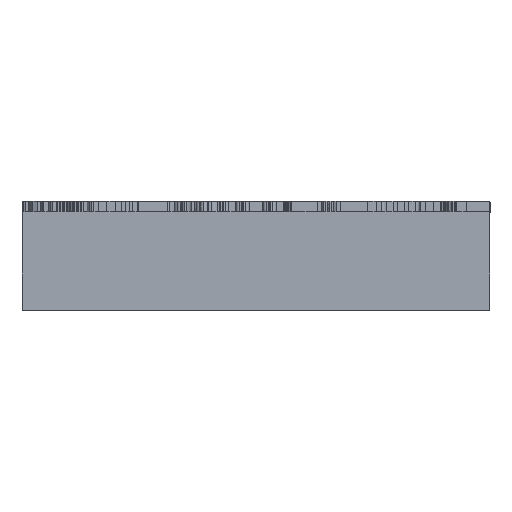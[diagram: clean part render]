
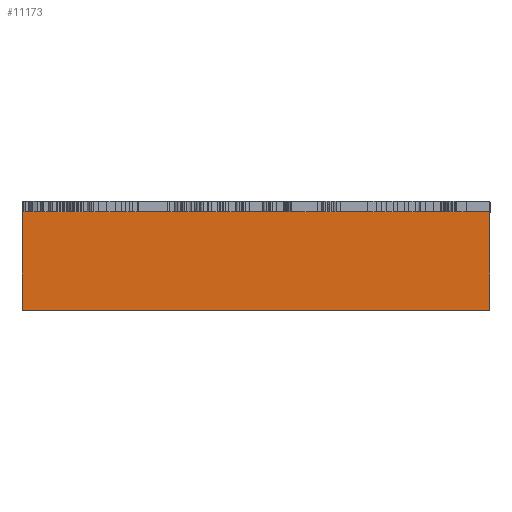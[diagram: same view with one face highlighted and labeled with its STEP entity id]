
A CAD part, top view. The second image highlights one B-rep face of the part: STEP entity #11173.
In plain terms, the highlighted planar face has unit normal (0, 0, 1).
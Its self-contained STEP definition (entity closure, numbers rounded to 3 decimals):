
#649=FACE_OUTER_BOUND('',#1220,.T.);
#1220=EDGE_LOOP('',(#8544,#8545,#8546,#8547,#8548,#8549,#8550,#8551,#8552,
#8553,#8554,#8555));
#2125=LINE('',#16252,#3562);
#2130=LINE('',#16262,#3567);
#2135=LINE('',#16272,#3572);
#2150=LINE('',#16301,#3587);
#2152=LINE('',#16306,#3589);
#2154=LINE('',#16309,#3591);
#2155=LINE('',#16312,#3592);
#2157=LINE('',#16315,#3594);
#2158=LINE('',#16318,#3595);
#2160=LINE('',#16322,#3597);
#2162=LINE('',#16325,#3599);
#2163=LINE('',#16327,#3600);
#3562=VECTOR('',#12983,10.);
#3567=VECTOR('',#12990,10.);
#3572=VECTOR('',#12997,10.);
#3587=VECTOR('',#13024,10.);
#3589=VECTOR('',#13028,10.);
#3591=VECTOR('',#13032,10.);
#3592=VECTOR('',#13035,10.);
#3594=VECTOR('',#13039,10.);
#3595=VECTOR('',#13042,10.);
#3597=VECTOR('',#13046,10.);
#3599=VECTOR('',#13050,10.);
#3600=VECTOR('',#13053,10.);
#4862=VERTEX_POINT('',#16249);
#4863=VERTEX_POINT('',#16251);
#4866=VERTEX_POINT('',#16259);
#4867=VERTEX_POINT('',#16261);
#4870=VERTEX_POINT('',#16269);
#4871=VERTEX_POINT('',#16271);
#4879=VERTEX_POINT('',#16299);
#4880=VERTEX_POINT('',#16303);
#4881=VERTEX_POINT('',#16305);
#4882=VERTEX_POINT('',#16311);
#4883=VERTEX_POINT('',#16317);
#4884=VERTEX_POINT('',#16321);
#6177=EDGE_CURVE('',#4863,#4862,#2125,.T.);
#6182=EDGE_CURVE('',#4867,#4866,#2130,.T.);
#6187=EDGE_CURVE('',#4871,#4870,#2135,.T.);
#6202=EDGE_CURVE('',#4870,#4879,#2150,.T.);
#6204=EDGE_CURVE('',#4881,#4880,#2152,.T.);
#6206=EDGE_CURVE('',#4862,#4881,#2154,.T.);
#6207=EDGE_CURVE('',#4882,#4863,#2155,.T.);
#6209=EDGE_CURVE('',#4879,#4882,#2157,.T.);
#6210=EDGE_CURVE('',#4883,#4871,#2158,.T.);
#6212=EDGE_CURVE('',#4884,#4883,#2160,.T.);
#6214=EDGE_CURVE('',#4866,#4884,#2162,.T.);
#6215=EDGE_CURVE('',#4880,#4867,#2163,.T.);
#8544=ORIENTED_EDGE('',*,*,#6215,.T.);
#8545=ORIENTED_EDGE('',*,*,#6182,.T.);
#8546=ORIENTED_EDGE('',*,*,#6214,.T.);
#8547=ORIENTED_EDGE('',*,*,#6212,.T.);
#8548=ORIENTED_EDGE('',*,*,#6210,.T.);
#8549=ORIENTED_EDGE('',*,*,#6187,.T.);
#8550=ORIENTED_EDGE('',*,*,#6202,.T.);
#8551=ORIENTED_EDGE('',*,*,#6209,.T.);
#8552=ORIENTED_EDGE('',*,*,#6207,.T.);
#8553=ORIENTED_EDGE('',*,*,#6177,.T.);
#8554=ORIENTED_EDGE('',*,*,#6206,.T.);
#8555=ORIENTED_EDGE('',*,*,#6204,.T.);
#10682=PLANE('',#11760);
#11173=ADVANCED_FACE('',(#649),#10682,.T.);
#11760=AXIS2_PLACEMENT_3D('',#16328,#13054,#13055);
#12983=DIRECTION('',(-1.,0.,0.));
#12990=DIRECTION('',(-1.,0.,0.));
#12997=DIRECTION('',(-1.,0.,0.));
#13024=DIRECTION('',(0.,-1.,0.));
#13028=DIRECTION('',(-1.,0.,0.));
#13032=DIRECTION('',(0.,-1.,0.));
#13035=DIRECTION('',(0.,1.,0.));
#13039=DIRECTION('',(1.,0.,0.));
#13042=DIRECTION('',(0.,1.,0.));
#13046=DIRECTION('',(-1.,0.,0.));
#13050=DIRECTION('',(0.,-1.,0.));
#13053=DIRECTION('',(0.,1.,0.));
#13054=DIRECTION('center_axis',(0.,0.,1.));
#13055=DIRECTION('ref_axis',(1.,0.,0.));
#16249=CARTESIAN_POINT('',(552.,15.,-60.));
#16251=CARTESIAN_POINT('',(690.,15.,-60.));
#16252=CARTESIAN_POINT('',(690.,15.,-60.));
#16259=CARTESIAN_POINT('',(276.,15.,-60.));
#16261=CARTESIAN_POINT('',(414.,15.,-60.));
#16262=CARTESIAN_POINT('',(414.,15.,-60.));
#16269=CARTESIAN_POINT('',(0.,15.,-60.));
#16271=CARTESIAN_POINT('',(138.,15.,-60.));
#16272=CARTESIAN_POINT('',(138.,15.,-60.));
#16299=CARTESIAN_POINT('',(0.,-145.,-60.));
#16301=CARTESIAN_POINT('',(0.,15.,-60.));
#16303=CARTESIAN_POINT('',(414.,0.,-60.));
#16305=CARTESIAN_POINT('',(552.,0.,-60.));
#16306=CARTESIAN_POINT('',(0.,0.,-60.));
#16309=CARTESIAN_POINT('',(552.,15.,-60.));
#16311=CARTESIAN_POINT('',(690.,-145.,-60.));
#16312=CARTESIAN_POINT('',(690.,0.,-60.));
#16315=CARTESIAN_POINT('',(690.,-145.,-60.));
#16317=CARTESIAN_POINT('',(138.,0.,-60.));
#16318=CARTESIAN_POINT('',(138.,0.,-60.));
#16321=CARTESIAN_POINT('',(276.,0.,-60.));
#16322=CARTESIAN_POINT('',(0.,0.,-60.));
#16325=CARTESIAN_POINT('',(276.,15.,-60.));
#16327=CARTESIAN_POINT('',(414.,0.,-60.));
#16328=CARTESIAN_POINT('Origin',(345.,-65.,-60.));
